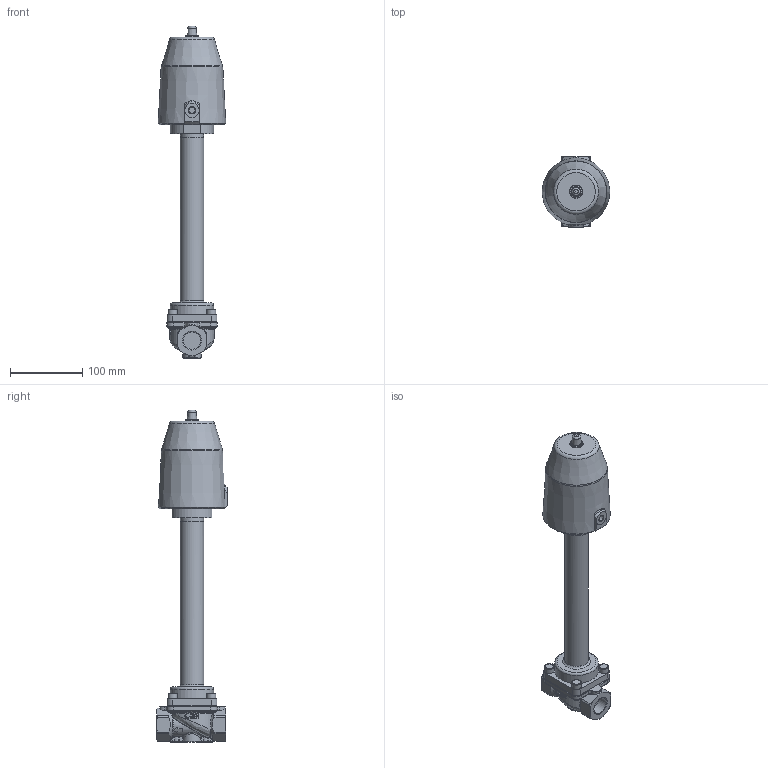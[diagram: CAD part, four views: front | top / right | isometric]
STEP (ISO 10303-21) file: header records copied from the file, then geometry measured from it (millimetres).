
FILE_DESCRIPTION(/* description */ ('3D Modell'),/* implementation_level */ '2;1');
FILE_NAME(/* name */ '090.000004_A924-0815-7008.stp',/* time_stamp */ '2020-10-07T15:41:47+02:00',/* author */ ('CBeuthner'),/* organization */ (''),/* preprocessor_version */ 'ST-DEVELOPER v16.1',/* originating_system */ 'Autodesk Inventor 2016',/* authorisation */ '');
FILE_SCHEMA (('CONFIG_CONTROL_DESIGN'));
Length unit declared in the file: millimetre
Products named in the file (1): 88-004866
Bounding box: 93.78 x 98 x 460.73 mm (x, y, z)
Volume: 1185042.1 mm3; surface area: 104486.6 mm2
Topology: 1 solids, 1 shells, 476 faces, 1177 edges, 714 vertices
Faces by surface type: bspline 155, cylinder 113, plane 110, torus 67, cone 29, sphere 2
Full cylindrical faces by diameter (mm): 8 x8, 8.566 x1, 13 x4, 18.2 x1, 24.117 x2, 32 x1, 32.6 x1, 56 x1, 60 x1
Entity records: 28383 total; most frequent: CARTESIAN_POINT 18461, ORIENTED_EDGE 2218, DIRECTION 1755, EDGE_CURVE 1109, AXIS2_PLACEMENT_3D 750, VERTEX_POINT 701, EDGE_LOOP 550, FACE_OUTER_BOUND 476
